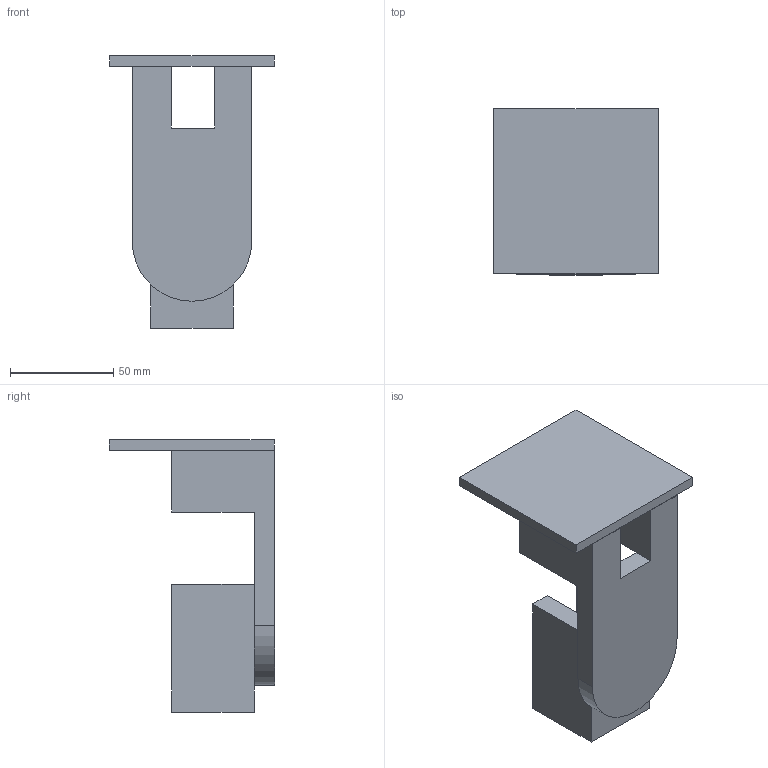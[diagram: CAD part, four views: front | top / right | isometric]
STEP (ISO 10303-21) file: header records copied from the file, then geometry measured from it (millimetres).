
FILE_DESCRIPTION(('STEP AP242'), '1');
FILE_NAME('栖闉罻', '', ('UNSPECIFIED'), ('UNSPECIFIED'), 'C3D Converter', 'C3D Toolkit', '');
FILE_SCHEMA(('AP242_MANAGED_MODEL_BASED_3D_ENGINEERING_MIM_LF { 1 0 10303 442 1 1 4 }'));
Length unit declared in the file: millimetre
Assembly tree (3 placements, depth 2):
  (unnamed)
    (unnamed)
    (unnamed)
    (unnamed)
Bounding box: 80 x 80.32 x 132.07 mm (x, y, z)
Volume: 192802.9 mm3; surface area: 52872 mm2
Topology: 3 solids, 3 shells, 37 faces, 85 edges, 56 vertices
Faces by surface type: plane 35, cylinder 2
Full cylindrical faces by diameter (mm): 34 x1
Entity records: 1243 total; most frequent: CARTESIAN_POINT 181, DIRECTION 170, ORIENTED_EDGE 168, EDGE_CURVE 84, LINE 80, VECTOR 80, VERTEX_POINT 56, AXIS2_PLACEMENT_3D 45
